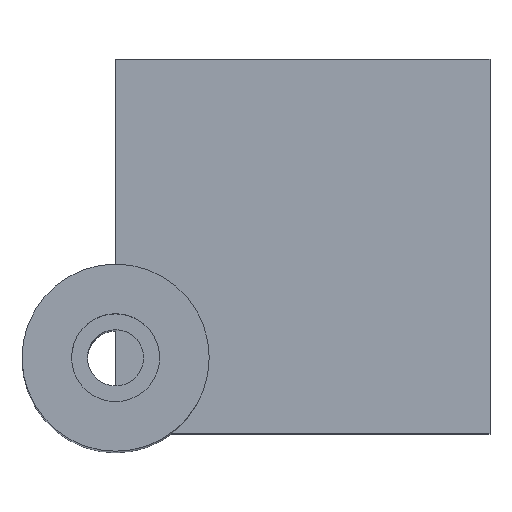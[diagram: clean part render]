
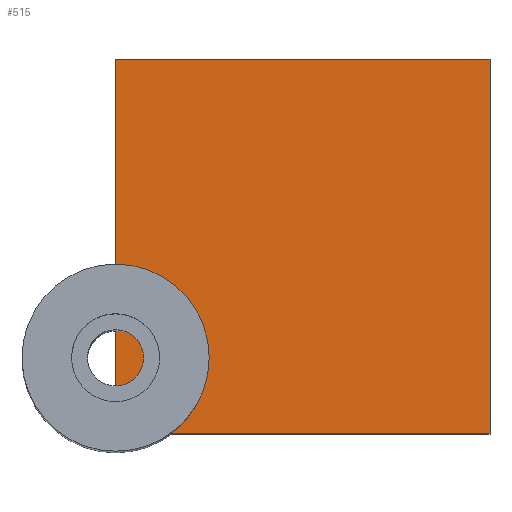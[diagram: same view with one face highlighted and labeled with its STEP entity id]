
A CAD part, top view. The second image highlights one B-rep face of the part: STEP entity #515.
In plain terms, the highlighted planar face has unit normal (0, 0, 1).
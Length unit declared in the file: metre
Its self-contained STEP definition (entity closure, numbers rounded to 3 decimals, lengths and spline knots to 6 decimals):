
#30=PLANE('',#586);
#70=LINE('',#845,#123);
#72=LINE('',#849,#125);
#73=LINE('',#851,#126);
#74=LINE('',#853,#127);
#123=VECTOR('',#702,1.);
#125=VECTOR('',#706,1.);
#126=VECTOR('',#707,1.);
#127=VECTOR('',#708,1.);
#229=ORIENTED_EDGE('',*,*,#333,.F.);
#230=ORIENTED_EDGE('',*,*,#334,.F.);
#231=ORIENTED_EDGE('',*,*,#335,.T.);
#232=ORIENTED_EDGE('',*,*,#331,.T.);
#331=EDGE_CURVE('',#387,#386,#70,.T.);
#333=EDGE_CURVE('',#388,#386,#72,.T.);
#334=EDGE_CURVE('',#389,#388,#73,.T.);
#335=EDGE_CURVE('',#389,#387,#74,.T.);
#386=VERTEX_POINT('',#844);
#387=VERTEX_POINT('',#846);
#388=VERTEX_POINT('',#850);
#389=VERTEX_POINT('',#852);
#441=EDGE_LOOP('',(#229,#230,#231,#232));
#480=FACE_BOUND('',#441,.T.);
#515=ADVANCED_FACE('',(#480),#30,.T.);
#586=AXIS2_PLACEMENT_3D('',#848,#704,#705);
#702=DIRECTION('',(-1.,0.,0.));
#704=DIRECTION('',(0.,0.,1.));
#705=DIRECTION('',(1.,0.,0.));
#706=DIRECTION('',(0.,1.,0.));
#707=DIRECTION('',(-1.,0.,0.));
#708=DIRECTION('',(0.,1.,0.));
#844=CARTESIAN_POINT('',(0.,0.016,0.02));
#845=CARTESIAN_POINT('',(0.02,0.016,0.02));
#846=CARTESIAN_POINT('',(0.02,0.016,0.02));
#848=CARTESIAN_POINT('',(0.02,0.0065,0.02));
#849=CARTESIAN_POINT('',(0.,0.0065,0.02));
#850=CARTESIAN_POINT('',(0.,-0.004,0.02));
#851=CARTESIAN_POINT('',(0.02,-0.004,0.02));
#852=CARTESIAN_POINT('',(0.02,-0.004,0.02));
#853=CARTESIAN_POINT('',(0.02,0.0065,0.02));
